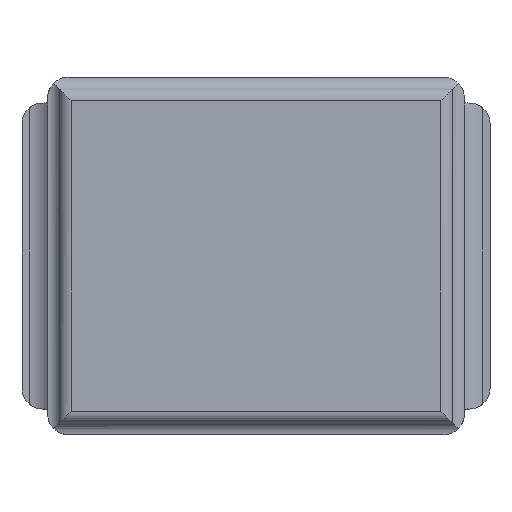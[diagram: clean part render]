
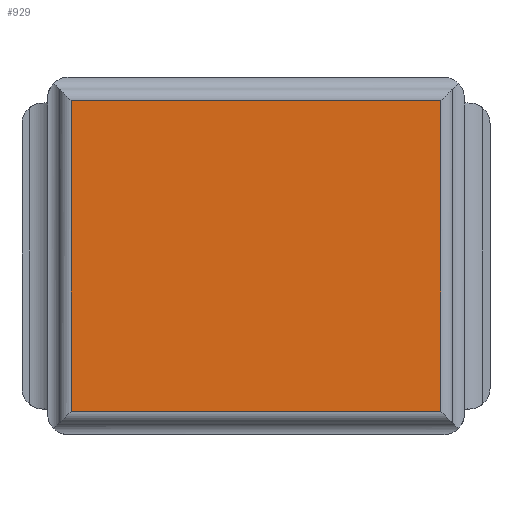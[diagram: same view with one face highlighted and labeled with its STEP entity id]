
A CAD part, top view. The second image highlights one B-rep face of the part: STEP entity #929.
In plain terms, the highlighted planar face has unit normal (0, 0, 1).
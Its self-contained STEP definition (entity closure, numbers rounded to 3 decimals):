
#11 = CARTESIAN_POINT ( 'NONE',  ( 8.142, 6.2, 0.65 ) ) ;
#89 = ORIENTED_EDGE ( 'NONE', *, *, #647, .T. ) ;
#135 = LINE ( 'NONE', #11, #416 ) ;
#148 = DIRECTION ( 'NONE',  ( -1., 0., 0. ) ) ;
#189 = CARTESIAN_POINT ( 'NONE',  ( 0.958, -0.25, 0.65 ) ) ;
#210 = DIRECTION ( 'NONE',  ( 0., 1., 0. ) ) ;
#213 = VERTEX_POINT ( 'NONE', #735 ) ;
#235 = EDGE_CURVE ( 'NONE', #397, #213, #1031, .T. ) ;
#376 = EDGE_CURVE ( 'NONE', #213, #448, #754, .T. ) ;
#397 = VERTEX_POINT ( 'NONE', #1156 ) ;
#416 = VECTOR ( 'NONE', #210, 1000. ) ;
#439 = CARTESIAN_POINT ( 'NONE',  ( 0.75, 5.992, 0.65 ) ) ;
#448 = VERTEX_POINT ( 'NONE', #1060 ) ;
#484 = DIRECTION ( 'NONE',  ( 0., -1., 0. ) ) ;
#491 = ORIENTED_EDGE ( 'NONE', *, *, #235, .T. ) ;
#560 = DIRECTION ( 'NONE',  ( 0., 0., 1. ) ) ;
#628 = DIRECTION ( 'NONE',  ( 1., 0., 0. ) ) ;
#647 = EDGE_CURVE ( 'NONE', #705, #397, #135, .T. ) ;
#660 = DIRECTION ( 'NONE',  ( 1., 0., 0. ) ) ;
#665 = CARTESIAN_POINT ( 'NONE',  ( 0., 0., 0.65 ) ) ;
#682 = VECTOR ( 'NONE', #484, 1000. ) ;
#700 = VECTOR ( 'NONE', #148, 1000. ) ;
#705 = VERTEX_POINT ( 'NONE', #898 ) ;
#735 = CARTESIAN_POINT ( 'NONE',  ( 0.958, 5.992, 0.65 ) ) ;
#754 = LINE ( 'NONE', #189, #682 ) ;
#800 = ORIENTED_EDGE ( 'NONE', *, *, #1045, .T. ) ;
#898 = CARTESIAN_POINT ( 'NONE',  ( 8.142, -0.042, 0.65 ) ) ;
#914 = EDGE_LOOP ( 'NONE', ( #800, #89, #491, #915 ) ) ;
#915 = ORIENTED_EDGE ( 'NONE', *, *, #376, .T. ) ;
#921 = CARTESIAN_POINT ( 'NONE',  ( 8.35, -0.042, 0.65 ) ) ;
#929 = ADVANCED_FACE ( 'NONE', ( #964 ), #1209, .T. ) ;
#964 = FACE_OUTER_BOUND ( 'NONE', #914, .T. ) ;
#977 = AXIS2_PLACEMENT_3D ( 'NONE', #665, #560, #660 ) ;
#990 = VECTOR ( 'NONE', #628, 1000. ) ;
#1031 = LINE ( 'NONE', #439, #700 ) ;
#1045 = EDGE_CURVE ( 'NONE', #448, #705, #1218, .T. ) ;
#1060 = CARTESIAN_POINT ( 'NONE',  ( 0.958, -0.042, 0.65 ) ) ;
#1156 = CARTESIAN_POINT ( 'NONE',  ( 8.142, 5.992, 0.65 ) ) ;
#1209 = PLANE ( 'NONE',  #977 ) ;
#1218 = LINE ( 'NONE', #921, #990 ) ;
